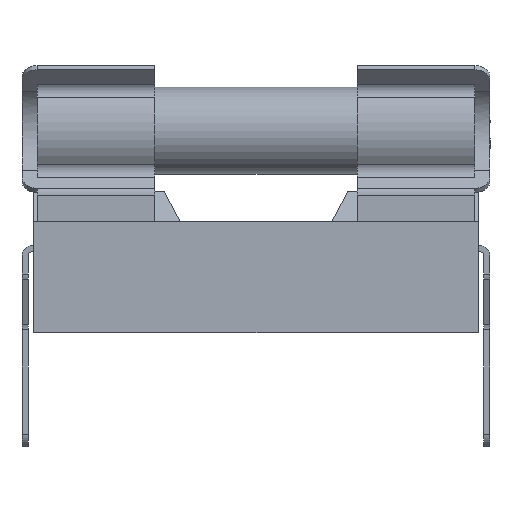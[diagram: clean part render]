
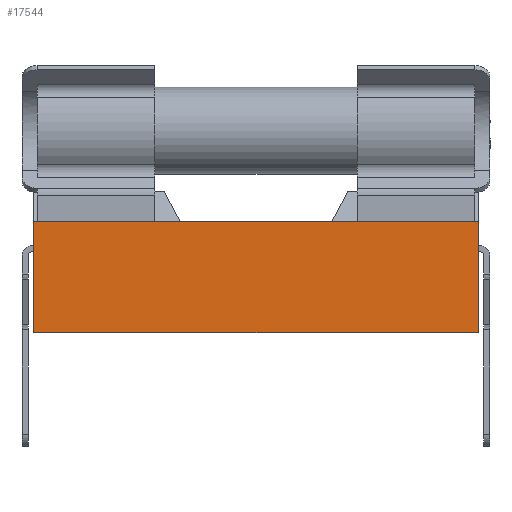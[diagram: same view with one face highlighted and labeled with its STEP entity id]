
A CAD part, front view. The second image highlights one B-rep face of the part: STEP entity #17544.
In plain terms, the highlighted planar face has unit normal (0, -1, 0).
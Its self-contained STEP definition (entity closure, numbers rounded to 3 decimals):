
#7387 = PLANE('',#7388);
#7388 = AXIS2_PLACEMENT_3D('',#7389,#7390,#7391);
#7389 = CARTESIAN_POINT('',(-0.561,0.02,
    5.805));
#7390 = DIRECTION('',(0.,0.,-1.));
#7391 = DIRECTION('',(0.,-1.,0.));
#8149 = PLANE('',#8150);
#8150 = AXIS2_PLACEMENT_3D('',#8151,#8152,#8153);
#8151 = CARTESIAN_POINT('',(-0.561,0.02,
    0.305));
#8152 = DIRECTION('',(0.,0.,-1.));
#8153 = DIRECTION('',(0.,-1.,0.));
#11147 = VERTEX_POINT('',#11148);
#11148 = CARTESIAN_POINT('',(10.439,-4.48,
    5.805));
#11162 = PLANE('',#11163);
#11163 = AXIS2_PLACEMENT_3D('',#11164,#11165,#11166);
#11164 = CARTESIAN_POINT('',(10.439,4.52,5.805
    ));
#11165 = DIRECTION('',(-1.,0.,0.));
#11166 = DIRECTION('',(0.,-1.,0.));
#11174 = EDGE_CURVE('',#11175,#11147,#11177,.T.);
#11175 = VERTEX_POINT('',#11176);
#11176 = CARTESIAN_POINT('',(-11.561,-4.48,
    5.805));
#11177 = SURFACE_CURVE('',#11178,(#11182,#11189),.PCURVE_S1.);
#11178 = LINE('',#11179,#11180);
#11179 = CARTESIAN_POINT('',(10.439,-4.48,
    5.805));
#11180 = VECTOR('',#11181,1.);
#11181 = DIRECTION('',(1.,0.,0.));
#11182 = PCURVE('',#7387,#11183);
#11183 = DEFINITIONAL_REPRESENTATION('',(#11184),#11188);
#11184 = LINE('',#11185,#11186);
#11185 = CARTESIAN_POINT('',(4.5,-11.));
#11186 = VECTOR('',#11187,1.);
#11187 = DIRECTION('',(0.,-1.));
#11188 = ( GEOMETRIC_REPRESENTATION_CONTEXT(2) 
PARAMETRIC_REPRESENTATION_CONTEXT() REPRESENTATION_CONTEXT('2D SPACE',''
  ) );
#11189 = PCURVE('',#11190,#11195);
#11190 = PLANE('',#11191);
#11191 = AXIS2_PLACEMENT_3D('',#11192,#11193,#11194);
#11192 = CARTESIAN_POINT('',(10.439,-4.48,
    5.805));
#11193 = DIRECTION('',(0.,1.,0.));
#11194 = DIRECTION('',(-1.,0.,0.));
#11195 = DEFINITIONAL_REPRESENTATION('',(#11196),#11200);
#11196 = LINE('',#11197,#11198);
#11197 = CARTESIAN_POINT('',(-0.,0.));
#11198 = VECTOR('',#11199,1.);
#11199 = DIRECTION('',(-1.,0.));
#11200 = ( GEOMETRIC_REPRESENTATION_CONTEXT(2) 
PARAMETRIC_REPRESENTATION_CONTEXT() REPRESENTATION_CONTEXT('2D SPACE',''
  ) );
#11218 = PLANE('',#11219);
#11219 = AXIS2_PLACEMENT_3D('',#11220,#11221,#11222);
#11220 = CARTESIAN_POINT('',(-11.561,4.52,
    5.805));
#11221 = DIRECTION('',(1.,0.,0.));
#11222 = DIRECTION('',(0.,1.,0.));
#12038 = VERTEX_POINT('',#12039);
#12039 = CARTESIAN_POINT('',(10.439,-4.48,
    0.305));
#12060 = EDGE_CURVE('',#12061,#12038,#12063,.T.);
#12061 = VERTEX_POINT('',#12062);
#12062 = CARTESIAN_POINT('',(-11.561,-4.48,
    0.305));
#12063 = SURFACE_CURVE('',#12064,(#12068,#12075),.PCURVE_S1.);
#12064 = LINE('',#12065,#12066);
#12065 = CARTESIAN_POINT('',(10.439,-4.48,
    0.305));
#12066 = VECTOR('',#12067,1.);
#12067 = DIRECTION('',(1.,0.,0.));
#12068 = PCURVE('',#8149,#12069);
#12069 = DEFINITIONAL_REPRESENTATION('',(#12070),#12074);
#12070 = LINE('',#12071,#12072);
#12071 = CARTESIAN_POINT('',(4.5,-11.));
#12072 = VECTOR('',#12073,1.);
#12073 = DIRECTION('',(0.,-1.));
#12074 = ( GEOMETRIC_REPRESENTATION_CONTEXT(2) 
PARAMETRIC_REPRESENTATION_CONTEXT() REPRESENTATION_CONTEXT('2D SPACE',''
  ) );
#12075 = PCURVE('',#11190,#12076);
#12076 = DEFINITIONAL_REPRESENTATION('',(#12077),#12081);
#12077 = LINE('',#12078,#12079);
#12078 = CARTESIAN_POINT('',(0.,-5.5));
#12079 = VECTOR('',#12080,1.);
#12080 = DIRECTION('',(-1.,0.));
#12081 = ( GEOMETRIC_REPRESENTATION_CONTEXT(2) 
PARAMETRIC_REPRESENTATION_CONTEXT() REPRESENTATION_CONTEXT('2D SPACE',''
  ) );
#17522 = EDGE_CURVE('',#11147,#12038,#17523,.T.);
#17523 = SURFACE_CURVE('',#17524,(#17528,#17535),.PCURVE_S1.);
#17524 = LINE('',#17525,#17526);
#17525 = CARTESIAN_POINT('',(10.439,-4.48,
    5.805));
#17526 = VECTOR('',#17527,1.);
#17527 = DIRECTION('',(0.,0.,-1.));
#17528 = PCURVE('',#11162,#17529);
#17529 = DEFINITIONAL_REPRESENTATION('',(#17530),#17534);
#17530 = LINE('',#17531,#17532);
#17531 = CARTESIAN_POINT('',(9.,0.));
#17532 = VECTOR('',#17533,1.);
#17533 = DIRECTION('',(0.,-1.));
#17534 = ( GEOMETRIC_REPRESENTATION_CONTEXT(2) 
PARAMETRIC_REPRESENTATION_CONTEXT() REPRESENTATION_CONTEXT('2D SPACE',''
  ) );
#17535 = PCURVE('',#11190,#17536);
#17536 = DEFINITIONAL_REPRESENTATION('',(#17537),#17541);
#17537 = LINE('',#17538,#17539);
#17538 = CARTESIAN_POINT('',(-0.,0.));
#17539 = VECTOR('',#17540,1.);
#17540 = DIRECTION('',(0.,-1.));
#17541 = ( GEOMETRIC_REPRESENTATION_CONTEXT(2) 
PARAMETRIC_REPRESENTATION_CONTEXT() REPRESENTATION_CONTEXT('2D SPACE',''
  ) );
#17544 = ADVANCED_FACE('',(#17545),#11190,.F.);
#17545 = FACE_BOUND('',#17546,.T.);
#17546 = EDGE_LOOP('',(#17547,#17548,#17549,#17550));
#17547 = ORIENTED_EDGE('',*,*,#12060,.T.);
#17548 = ORIENTED_EDGE('',*,*,#17522,.F.);
#17549 = ORIENTED_EDGE('',*,*,#11174,.F.);
#17550 = ORIENTED_EDGE('',*,*,#17551,.T.);
#17551 = EDGE_CURVE('',#11175,#12061,#17552,.T.);
#17552 = SURFACE_CURVE('',#17553,(#17557,#17564),.PCURVE_S1.);
#17553 = LINE('',#17554,#17555);
#17554 = CARTESIAN_POINT('',(-11.561,-4.48,
    5.805));
#17555 = VECTOR('',#17556,1.);
#17556 = DIRECTION('',(0.,0.,-1.));
#17557 = PCURVE('',#11190,#17558);
#17558 = DEFINITIONAL_REPRESENTATION('',(#17559),#17563);
#17559 = LINE('',#17560,#17561);
#17560 = CARTESIAN_POINT('',(22.,0.));
#17561 = VECTOR('',#17562,1.);
#17562 = DIRECTION('',(0.,-1.));
#17563 = ( GEOMETRIC_REPRESENTATION_CONTEXT(2) 
PARAMETRIC_REPRESENTATION_CONTEXT() REPRESENTATION_CONTEXT('2D SPACE',''
  ) );
#17564 = PCURVE('',#11218,#17565);
#17565 = DEFINITIONAL_REPRESENTATION('',(#17566),#17570);
#17566 = LINE('',#17567,#17568);
#17567 = CARTESIAN_POINT('',(-9.,0.));
#17568 = VECTOR('',#17569,1.);
#17569 = DIRECTION('',(0.,-1.));
#17570 = ( GEOMETRIC_REPRESENTATION_CONTEXT(2) 
PARAMETRIC_REPRESENTATION_CONTEXT() REPRESENTATION_CONTEXT('2D SPACE',''
  ) );
